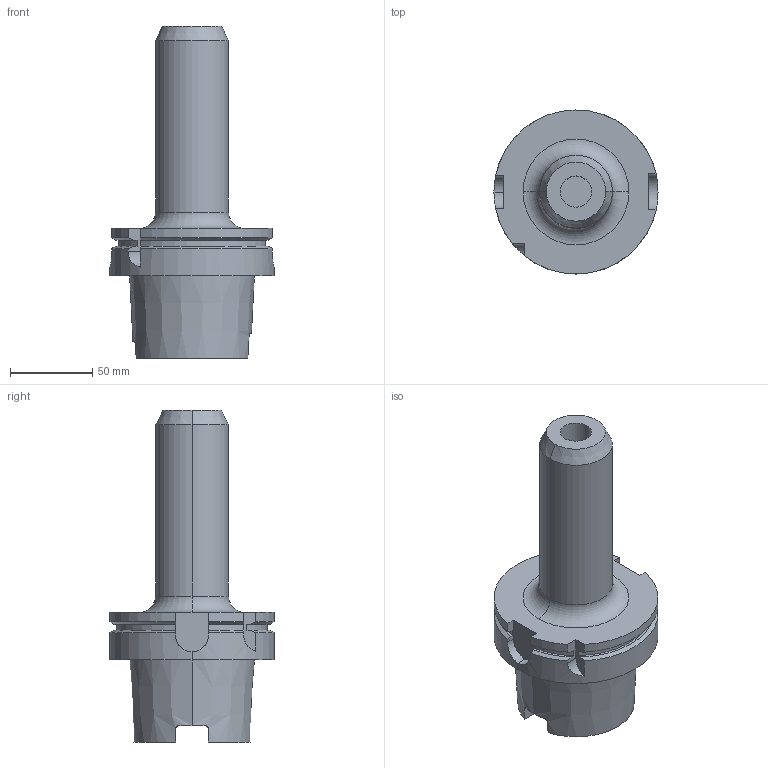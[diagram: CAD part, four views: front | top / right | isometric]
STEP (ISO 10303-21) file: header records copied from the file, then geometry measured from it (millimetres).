
FILE_DESCRIPTION (( 'STEP AP203' ), '1' );
FILE_NAME ('STP-32988-6.STEP', '2020-11-16T02:16:24', ( '' ), ( '' ), 'SwSTEP 2.0', 'SolidWorks 2017', '' );
FILE_SCHEMA (( 'CONFIG_CONTROL_DESIGN' ));
Length unit declared in the file: millimetre
Products named in the file (1): STP-32988-6
Bounding box: 100 x 100 x 202.4 mm (x, y, z)
Volume: 431988.8 mm3; surface area: 69933 mm2
Topology: 1 solids, 1 shells, 77 faces, 195 edges, 125 vertices
Faces by surface type: cylinder 30, plane 29, cone 12, torus 6
Entity records: 2646 total; most frequent: CARTESIAN_POINT 697, DIRECTION 401, ORIENTED_EDGE 390, EDGE_CURVE 195, AXIS2_PLACEMENT_3D 157, VERTEX_POINT 125, VECTOR 87, LINE 87
